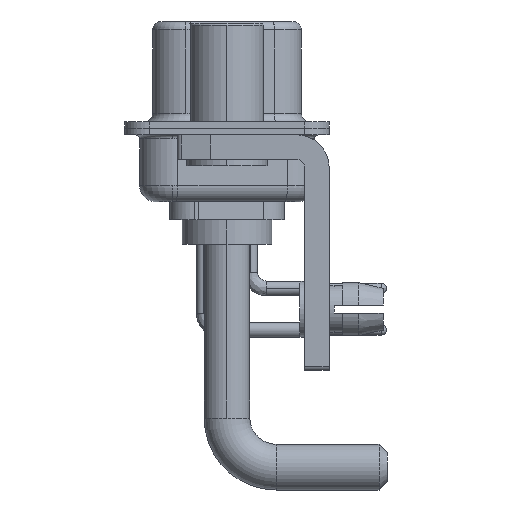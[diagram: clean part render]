
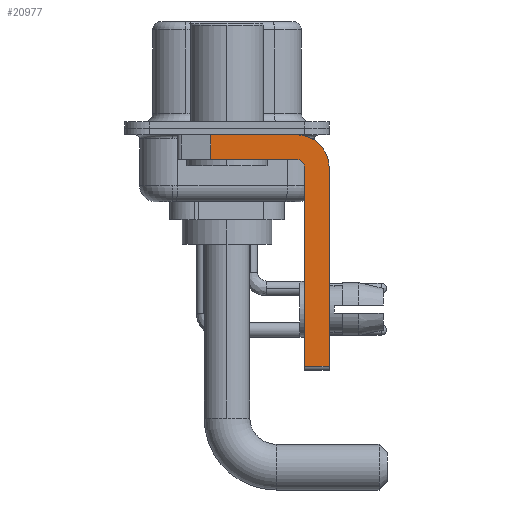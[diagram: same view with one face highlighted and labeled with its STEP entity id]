
A CAD part, left-side view. The second image highlights one B-rep face of the part: STEP entity #20977.
In plain terms, the highlighted planar face has unit normal (-1, 0, 0).
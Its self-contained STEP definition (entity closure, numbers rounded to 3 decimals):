
#112 = EDGE_LOOP ( 'NONE', ( #24236, #19425, #27185, #14085, #7292, #29379, #5436, #11255 ) ) ;
#1268 = EDGE_CURVE ( 'NONE', #3491, #15748, #9759, .T. ) ;
#1509 = EDGE_CURVE ( 'NONE', #2296, #5832, #10065, .T. ) ;
#1694 = CARTESIAN_POINT ( 'NONE',  ( -2.9, -4.75, -2.4 ) ) ;
#2296 = VERTEX_POINT ( 'NONE', #15933 ) ;
#2392 = VERTEX_POINT ( 'NONE', #15764 ) ;
#2751 = CARTESIAN_POINT ( 'NONE',  ( -2.9, 0.978, -1.9 ) ) ;
#3344 = EDGE_CURVE ( 'NONE', #5832, #4750, #9189, .T. ) ;
#3397 = EDGE_CURVE ( 'NONE', #15748, #2392, #5710, .T. ) ;
#3491 = VERTEX_POINT ( 'NONE', #20006 ) ;
#3720 = DIRECTION ( 'NONE',  ( 0., 1., 0. ) ) ;
#4202 = AXIS2_PLACEMENT_3D ( 'NONE', #7057, #14711, #19082 ) ;
#4377 = CARTESIAN_POINT ( 'NONE',  ( -2.9, -6.25, -2.4 ) ) ;
#4687 = PLANE ( 'NONE',  #21368 ) ;
#4750 = VERTEX_POINT ( 'NONE', #15129 ) ;
#4915 = DIRECTION ( 'NONE',  ( 0., -1., 0. ) ) ;
#5036 = CARTESIAN_POINT ( 'NONE',  ( -2.9, -4.25, -2.4 ) ) ;
#5436 = ORIENTED_EDGE ( 'NONE', *, *, #22295, .F. ) ;
#5710 = CIRCLE ( 'NONE', #23152, 0.5 ) ;
#5832 = VERTEX_POINT ( 'NONE', #7212 ) ;
#5946 = CARTESIAN_POINT ( 'NONE',  ( -2.9, -4.25, -1.9 ) ) ;
#7026 = DIRECTION ( 'NONE',  ( 1., 0., 0. ) ) ;
#7057 = CARTESIAN_POINT ( 'NONE',  ( -2.9, -4.25, -2.4 ) ) ;
#7212 = CARTESIAN_POINT ( 'NONE',  ( -2.9, -4.25, -0.4 ) ) ;
#7292 = ORIENTED_EDGE ( 'NONE', *, *, #1268, .F. ) ;
#8723 = CARTESIAN_POINT ( 'NONE',  ( -2.9, -4.25, -14.55 ) ) ;
#8876 = CARTESIAN_POINT ( 'NONE',  ( -2.9, -4.75, -14.8 ) ) ;
#9039 = DIRECTION ( 'NONE',  ( 0., 0., -1. ) ) ;
#9083 = DIRECTION ( 'NONE',  ( 0., 0., -1. ) ) ;
#9189 = CIRCLE ( 'NONE', #4202, 2. ) ;
#9759 = LINE ( 'NONE', #8876, #28918 ) ;
#10065 = LINE ( 'NONE', #16929, #24563 ) ;
#10437 = VECTOR ( 'NONE', #23210, 1000. ) ;
#11254 = DIRECTION ( 'NONE',  ( 0., 0., -1. ) ) ;
#11255 = ORIENTED_EDGE ( 'NONE', *, *, #3344, .F. ) ;
#11572 = FACE_OUTER_BOUND ( 'NONE', #112, .T. ) ;
#12203 = DIRECTION ( 'NONE',  ( 0., 0., 1. ) ) ;
#13339 = VECTOR ( 'NONE', #9039, 1000. ) ;
#13621 = LINE ( 'NONE', #4377, #20455 ) ;
#14085 = ORIENTED_EDGE ( 'NONE', *, *, #3397, .F. ) ;
#14567 = DIRECTION ( 'NONE',  ( -1., 0., 0. ) ) ;
#14711 = DIRECTION ( 'NONE',  ( 1., 0., 0. ) ) ;
#15129 = CARTESIAN_POINT ( 'NONE',  ( -2.9, -6.25, -2.4 ) ) ;
#15499 = EDGE_CURVE ( 'NONE', #2392, #24319, #22947, .T. ) ;
#15748 = VERTEX_POINT ( 'NONE', #1694 ) ;
#15764 = CARTESIAN_POINT ( 'NONE',  ( -2.9, -4.25, -1.9 ) ) ;
#15933 = CARTESIAN_POINT ( 'NONE',  ( -2.9, 0.978, -0.4 ) ) ;
#16929 = CARTESIAN_POINT ( 'NONE',  ( -2.9, 3., -0.4 ) ) ;
#18230 = DIRECTION ( 'NONE',  ( 0., 0., 1. ) ) ;
#18853 = LINE ( 'NONE', #8723, #10437 ) ;
#19082 = DIRECTION ( 'NONE',  ( 0., 0., -1. ) ) ;
#19425 = ORIENTED_EDGE ( 'NONE', *, *, #19831, .T. ) ;
#19831 = EDGE_CURVE ( 'NONE', #2296, #24319, #23530, .T. ) ;
#20006 = CARTESIAN_POINT ( 'NONE',  ( -2.9, -4.75, -14.55 ) ) ;
#20455 = VECTOR ( 'NONE', #9083, 1000. ) ;
#20977 = ADVANCED_FACE ( 'NONE', ( #11572 ), #4687, .F. ) ;
#21351 = CARTESIAN_POINT ( 'NONE',  ( -2.9, 0.978, -1.9 ) ) ;
#21368 = AXIS2_PLACEMENT_3D ( 'NONE', #28435, #7026, #11254 ) ;
#21448 = EDGE_CURVE ( 'NONE', #3491, #28760, #18853, .T. ) ;
#21684 = VECTOR ( 'NONE', #3720, 1000. ) ;
#22295 = EDGE_CURVE ( 'NONE', #4750, #28760, #13621, .T. ) ;
#22877 = CARTESIAN_POINT ( 'NONE',  ( -2.9, -6.25, -14.55 ) ) ;
#22947 = LINE ( 'NONE', #5946, #21684 ) ;
#23152 = AXIS2_PLACEMENT_3D ( 'NONE', #5036, #14567, #12203 ) ;
#23210 = DIRECTION ( 'NONE',  ( 0., -1., 0. ) ) ;
#23530 = LINE ( 'NONE', #21351, #13339 ) ;
#24236 = ORIENTED_EDGE ( 'NONE', *, *, #1509, .F. ) ;
#24319 = VERTEX_POINT ( 'NONE', #2751 ) ;
#24563 = VECTOR ( 'NONE', #4915, 1000. ) ;
#27185 = ORIENTED_EDGE ( 'NONE', *, *, #15499, .F. ) ;
#28435 = CARTESIAN_POINT ( 'NONE',  ( -2.9, -4.25, -2.4 ) ) ;
#28760 = VERTEX_POINT ( 'NONE', #22877 ) ;
#28918 = VECTOR ( 'NONE', #18230, 1000. ) ;
#29379 = ORIENTED_EDGE ( 'NONE', *, *, #21448, .T. ) ;
